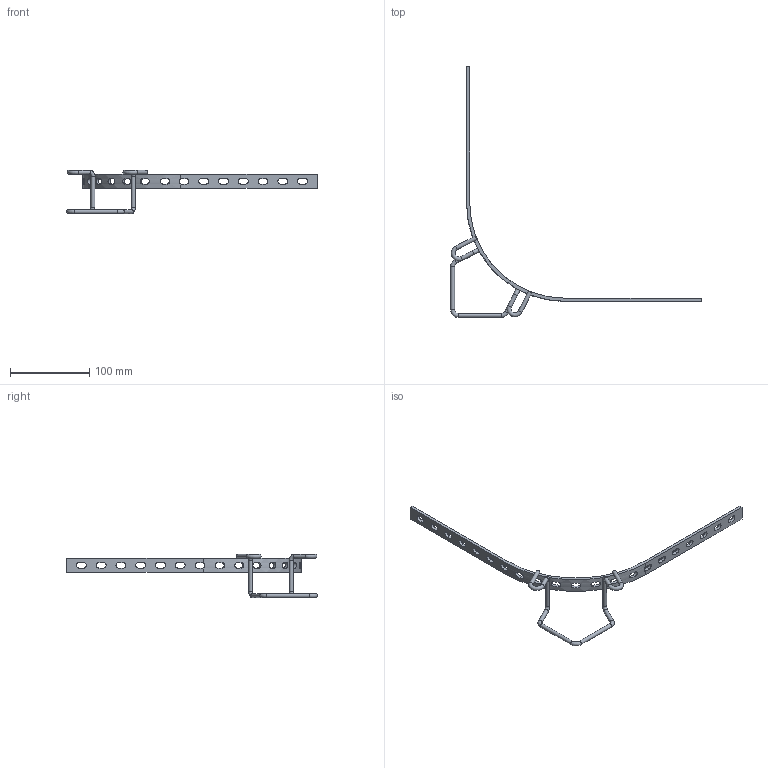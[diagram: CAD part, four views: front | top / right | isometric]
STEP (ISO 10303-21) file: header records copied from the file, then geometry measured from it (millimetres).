
FILE_DESCRIPTION(/* description */ (''),/* implementation_level */ '2;1');
FILE_NAME(/* name */ '840111.stp',/* time_stamp */ '2025-12-05T15:26:40+01:00',/* author */ ('mael.lecharpentier'),/* organization */ (''),/* preprocessor_version */ 'ST-DEVELOPER v20',/* originating_system */ 'AutoCAD Mechanical',/* authorisation */ '');
FILE_SCHEMA (('AUTOMOTIVE_DESIGN { 1 0 10303 214 3 1 1 }'));
Length unit declared in the file: millimetre
Products named in the file (1): Product
Bounding box: 317.24 x 317.36 x 54.7 mm (x, y, z)
Volume: 40789.2 mm3; surface area: 30231.8 mm2
Topology: 2 solids, 2 shells, 119 faces, 353 edges, 234 vertices
Faces by surface type: plane 56, cylinder 54, torus 9
Full cylindrical faces by diameter (mm): 5 x10
Entity records: 5261 total; most frequent: CARTESIAN_POINT 1933, ORIENTED_EDGE 706, DIRECTION 670, EDGE_CURVE 353, AXIS2_PLACEMENT_3D 247, VERTEX_POINT 234, LINE 176, VECTOR 176
